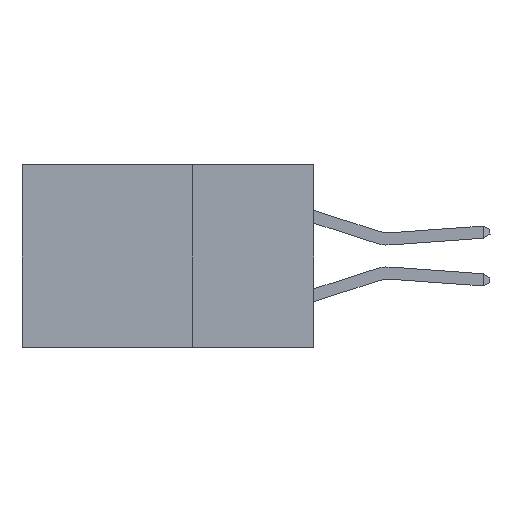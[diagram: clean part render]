
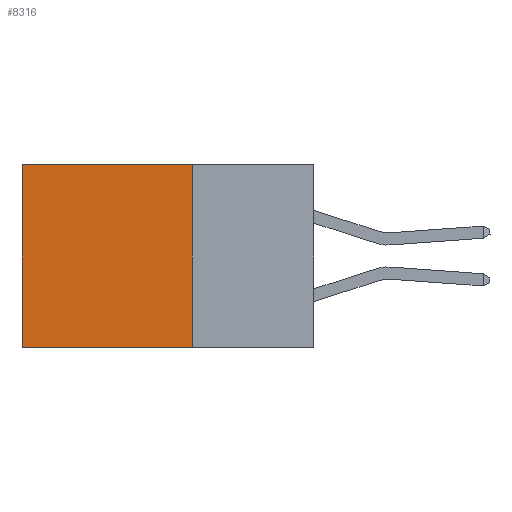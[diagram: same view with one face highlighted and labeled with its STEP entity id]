
A CAD part, left-side view. The second image highlights one B-rep face of the part: STEP entity #8316.
In plain terms, the highlighted planar face has unit normal (-1, 0, 0).
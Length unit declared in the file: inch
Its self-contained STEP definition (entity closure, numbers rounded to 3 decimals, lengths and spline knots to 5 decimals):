
#805 = CARTESIAN_POINT ( 'NONE',  ( 0.2875, 0.25, -0.375 ) ) ;
#1183 = CARTESIAN_POINT ( 'NONE',  ( 0.2875, 0.6, -0.375 ) ) ;
#1476 = LINE ( 'NONE', #5908, #8805 ) ;
#2497 = VERTEX_POINT ( 'NONE', #6513 ) ;
#2755 = CARTESIAN_POINT ( 'NONE',  ( 0.2875, 0.6, 0. ) ) ;
#3013 = VECTOR ( 'NONE', #3785, 39.37008 ) ;
#3299 = ORIENTED_EDGE ( 'NONE', *, *, #13307, .T. ) ;
#3384 = CARTESIAN_POINT ( 'NONE',  ( 0.2875, 0.25, 0. ) ) ;
#3718 = VERTEX_POINT ( 'NONE', #3384 ) ;
#3785 = DIRECTION ( 'NONE',  ( 0., 0., -1. ) ) ;
#4142 = EDGE_CURVE ( 'NONE', #15982, #2497, #14457, .T. ) ;
#4231 = CARTESIAN_POINT ( 'NONE',  ( 0.2875, 0.25, -0.375 ) ) ;
#5025 = ORIENTED_EDGE ( 'NONE', *, *, #12775, .T. ) ;
#5326 = VECTOR ( 'NONE', #14684, 39.37008 ) ;
#5479 = EDGE_LOOP ( 'NONE', ( #5025, #18249, #10641, #3299 ) ) ;
#5908 = CARTESIAN_POINT ( 'NONE',  ( 0.2875, 0.25, 0. ) ) ;
#6215 = AXIS2_PLACEMENT_3D ( 'NONE', #13322, #10309, #13134 ) ;
#6513 = CARTESIAN_POINT ( 'NONE',  ( 0.2875, 0.6, -0.375 ) ) ;
#6632 = LINE ( 'NONE', #805, #3013 ) ;
#7910 = VERTEX_POINT ( 'NONE', #2755 ) ;
#8316 = ADVANCED_FACE ( 'NONE', ( #13509 ), #17557, .F. ) ;
#8535 = DIRECTION ( 'NONE',  ( 0., 0., -1. ) ) ;
#8631 = CARTESIAN_POINT ( 'NONE',  ( 0.2875, 0.25, -0.375 ) ) ;
#8805 = VECTOR ( 'NONE', #8832, 39.37008 ) ;
#8832 = DIRECTION ( 'NONE',  ( 0., 1., 0. ) ) ;
#9541 = EDGE_CURVE ( 'NONE', #3718, #15982, #6632, .T. ) ;
#10192 = VECTOR ( 'NONE', #8535, 39.37008 ) ;
#10309 = DIRECTION ( 'NONE',  ( 1., 0., 0. ) ) ;
#10641 = ORIENTED_EDGE ( 'NONE', *, *, #9541, .F. ) ;
#12775 = EDGE_CURVE ( 'NONE', #7910, #2497, #17469, .T. ) ;
#13134 = DIRECTION ( 'NONE',  ( 0., 0., -1. ) ) ;
#13307 = EDGE_CURVE ( 'NONE', #3718, #7910, #1476, .T. ) ;
#13322 = CARTESIAN_POINT ( 'NONE',  ( 0.2875, 0.25, -0.375 ) ) ;
#13509 = FACE_OUTER_BOUND ( 'NONE', #5479, .T. ) ;
#14457 = LINE ( 'NONE', #4231, #5326 ) ;
#14684 = DIRECTION ( 'NONE',  ( 0., 1., 0. ) ) ;
#15982 = VERTEX_POINT ( 'NONE', #8631 ) ;
#17469 = LINE ( 'NONE', #1183, #10192 ) ;
#17557 = PLANE ( 'NONE',  #6215 ) ;
#18249 = ORIENTED_EDGE ( 'NONE', *, *, #4142, .F. ) ;
